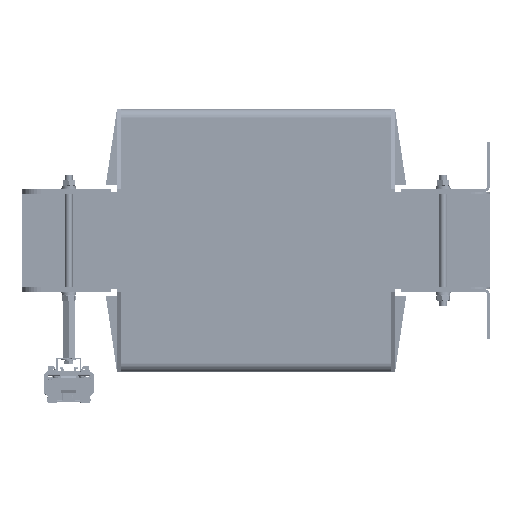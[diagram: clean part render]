
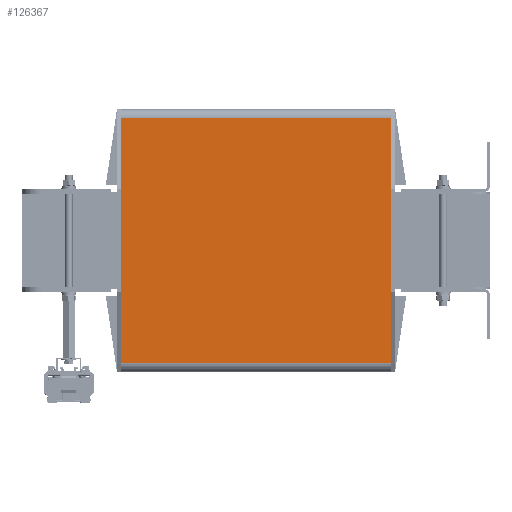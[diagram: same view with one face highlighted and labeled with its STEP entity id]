
A CAD part, left-side view. The second image highlights one B-rep face of the part: STEP entity #126367.
In plain terms, the highlighted planar face has unit normal (-1, 0, 0).
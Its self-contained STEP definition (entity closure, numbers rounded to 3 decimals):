
#23109=FACE_OUTER_BOUND('',#31317,.T.);
#31317=EDGE_LOOP('',(#89158,#89159,#89160,#89161));
#41150=LINE('',#193491,#50563);
#41156=LINE('',#193510,#50569);
#41157=LINE('',#193513,#50570);
#41158=LINE('',#193514,#50571);
#50563=VECTOR('',#151792,10.);
#50569=VECTOR('',#151812,10.);
#50570=VECTOR('',#151815,10.);
#50571=VECTOR('',#151816,10.);
#59750=VERTEX_POINT('',#193488);
#59751=VERTEX_POINT('',#193490);
#59757=VERTEX_POINT('',#193508);
#59758=VERTEX_POINT('',#193512);
#70643=EDGE_CURVE('',#59750,#59751,#41150,.T.);
#70653=EDGE_CURVE('',#59757,#59750,#41156,.T.);
#70654=EDGE_CURVE('',#59758,#59757,#41157,.T.);
#70655=EDGE_CURVE('',#59758,#59751,#41158,.T.);
#89158=ORIENTED_EDGE('',*,*,#70653,.F.);
#89159=ORIENTED_EDGE('',*,*,#70654,.F.);
#89160=ORIENTED_EDGE('',*,*,#70655,.T.);
#89161=ORIENTED_EDGE('',*,*,#70643,.F.);
#123548=PLANE('',#134723);
#126367=ADVANCED_FACE('',(#23109),#123548,.T.);
#134723=AXIS2_PLACEMENT_3D('',#193511,#151813,#151814);
#151792=DIRECTION('',(0.,0.,1.));
#151812=DIRECTION('',(0.,1.,0.));
#151813=DIRECTION('center_axis',(-1.,0.,0.));
#151814=DIRECTION('ref_axis',(0.,0.,
-1.));
#151815=DIRECTION('',(0.,0.,-1.));
#151816=DIRECTION('',(0.,1.,0.));
#193488=CARTESIAN_POINT('',(-300.,144.,-130.5));
#193490=CARTESIAN_POINT('',(-300.,144.,130.5));
#193491=CARTESIAN_POINT('',(-300.,144.,-130.5));
#193508=CARTESIAN_POINT('',(-300.,-144.,-130.5));
#193510=CARTESIAN_POINT('',(-300.,0.,-130.5));
#193511=CARTESIAN_POINT('Origin',(-300.,0.,130.5));
#193512=CARTESIAN_POINT('',(-300.,-144.,130.5));
#193513=CARTESIAN_POINT('',(-300.,-144.,-130.5));
#193514=CARTESIAN_POINT('',(-300.,0.,130.5));
